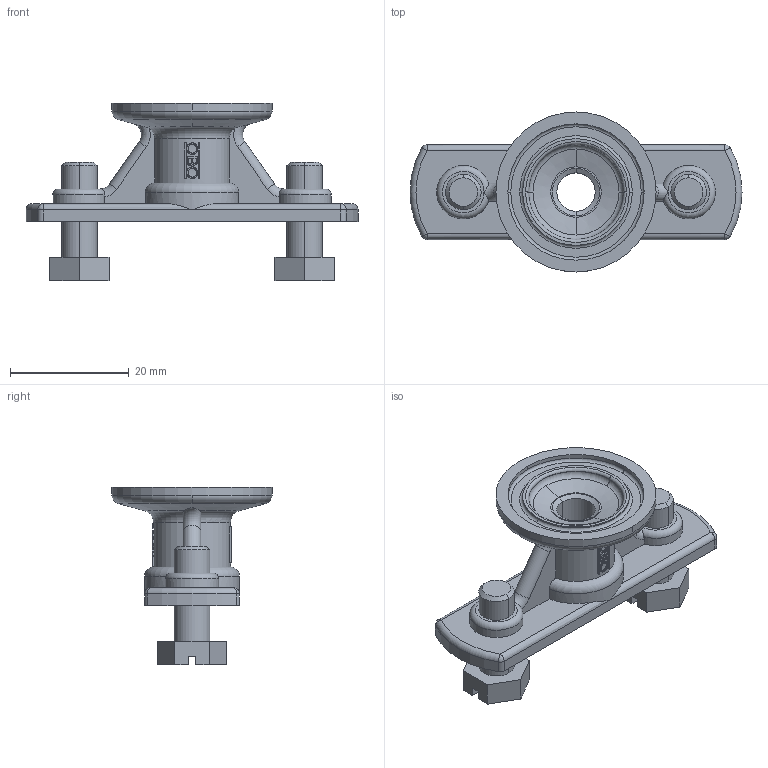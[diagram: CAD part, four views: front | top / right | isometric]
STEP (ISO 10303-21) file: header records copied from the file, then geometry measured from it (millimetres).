
FILE_DESCRIPTION(('Creo Elements/Direct Modeling STEP Export'),'2;1');
FILE_NAME('5412633.stp','2020-07-27T 9:29:17',(''),(''),'Creo Elements/Direct Modeling STEP processor for AP214 (Solid Model)','Creo Elements/Direct Modeling 18.0B 02-Dec-2011 (C) Parametric Technology GmbH','');
FILE_SCHEMA(('AUTOMOTIVE_DESIGN { 1 0 10303 214 1 1 1 1 }'));
Length unit declared in the file: millimetre
Products named in the file (3): Sechskantschraube_DIN_933-M6x16--.3.1.1.1.1; Unterteil_f_Leitungsstuetze; Leitungshalter
Assembly tree (3 placements, depth 2):
  Leitungshalter
    Unterteil_f_Leitungsstuetze
    Sechskantschraube_DIN_933-M6x16--.3.1.1.1.1  x2
Bounding box: 56 x 27 x 30 mm (x, y, z)
Volume: 6859.2 mm3; surface area: 5811.7 mm2
Topology: 3 solids, 3 shells, 324 faces, 886 edges, 584 vertices
Faces by surface type: plane 196, cylinder 72, torus 24, cone 20, extrusion 8, sphere 4
Entity records: 15567 total; most frequent: CARTESIAN_POINT 6965, ORIENTED_EDGE 1540, DIRECTION 1484, EDGE_CURVE 770, AXIS2_PLACEMENT_3D 559, VERTEX_POINT 510, VECTOR 366, LINE 354
